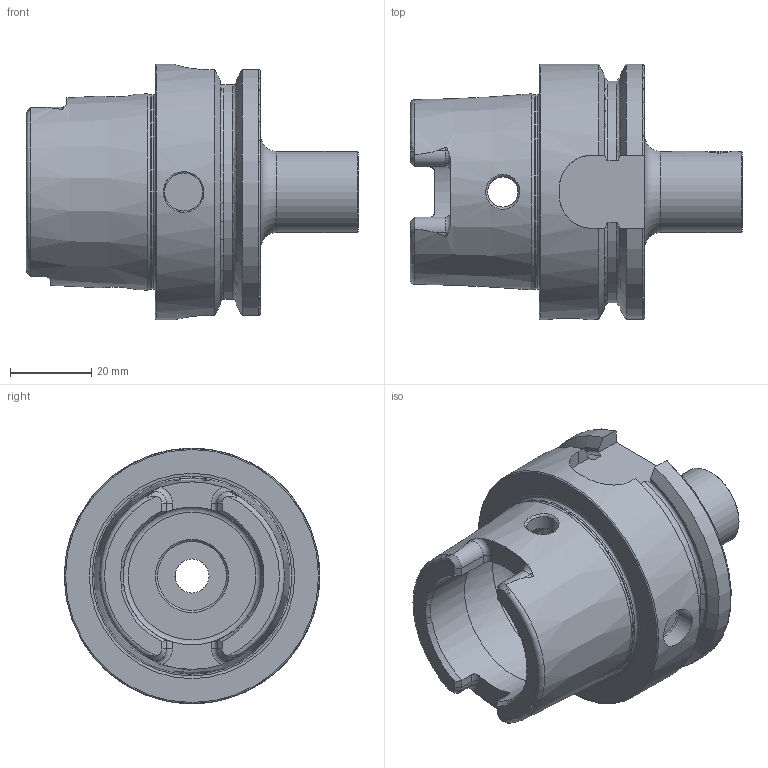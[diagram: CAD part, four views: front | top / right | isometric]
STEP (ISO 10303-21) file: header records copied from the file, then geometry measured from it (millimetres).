
FILE_DESCRIPTION (( 'STEP AP214' ), '1' );
FILE_NAME ('HA6.MB1.K01.050.STEP', '2021-09-29T10:08:41', ( '' ), ( '' ), 'SwSTEP 2.0', 'SolidWorks 2017', '' );
FILE_SCHEMA (( 'AUTOMOTIVE_DESIGN' ));
Length unit declared in the file: millimetre
Products named in the file (3): MB1-ER1.001.006_A; HA6-MB1.K01.050_B_Fertigbearbeitung; HA6.MB1.K01.050
Assembly tree (2 placements, depth 2):
  HA6.MB1.K01.050
    HA6-MB1.K01.050_B_Fertigbearbeitung
    MB1-ER1.001.006_A
Bounding box: 81.9 x 63 x 63 mm (x, y, z)
Volume: 87020.8 mm3; surface area: 24539.3 mm2
Topology: 2 solids, 2 shells, 182 faces, 476 edges, 303 vertices
Faces by surface type: plane 68, cylinder 44, cone 37, torus 23, bspline 10
Full cylindrical faces by diameter (mm): 2.5 x1, 4.2 x1, 5 x1, 7.5 x2, 8.4 x1, 10 x1, 11 x1, 11.4 x1, 17 x1, 19 x1, 20 x1, 34 x2, 40 x1, 47.941 x1, 63 x1
Entity records: 7070 total; most frequent: CARTESIAN_POINT 2881, ORIENTED_EDGE 842, DIRECTION 788, EDGE_CURVE 421, AXIS2_PLACEMENT_3D 327, VERTEX_POINT 292, EDGE_LOOP 239, FACE_OUTER_BOUND 211
